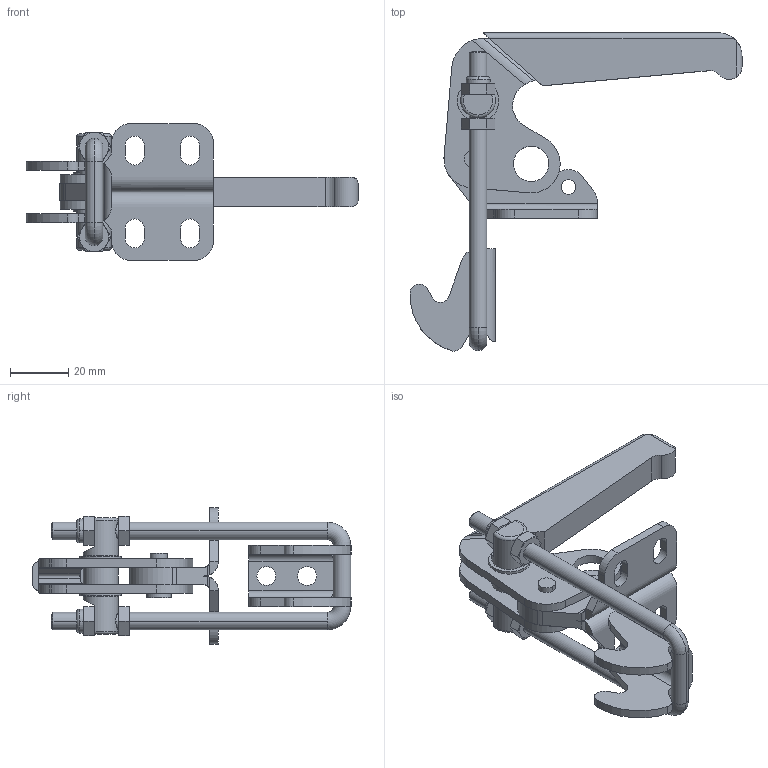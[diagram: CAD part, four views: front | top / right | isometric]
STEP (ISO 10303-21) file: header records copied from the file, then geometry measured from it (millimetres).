
FILE_DESCRIPTION( ( '' ), '1' );
FILE_NAME( 'lu400vss_2_03.stp', '2006-11-29T10:42:29', ( '' ), ( '' ), ' ', ' ', ' ' );
FILE_SCHEMA( ( 'CONFIG_CONTROL_DESIGN' ) );
Length unit declared in the file: millimetre
Products named in the file (5): 1; 2; 3; 4; 5
Bounding box: 114.18 x 109.46 x 47 mm (x, y, z)
Volume: 44004.2 mm3; surface area: 32465.4 mm2
Topology: 5 solids, 5 shells, 338 faces, 863 edges, 550 vertices
Faces by surface type: cylinder 133, plane 125, cone 68, torus 12
Entity records: 10965 total; most frequent: CARTESIAN_POINT 2558, DIRECTION 1771, ORIENTED_EDGE 1726, EDGE_CURVE 863, AXIS2_PLACEMENT_3D 703, VERTEX_POINT 550, EDGE_LOOP 381, LINE 365
